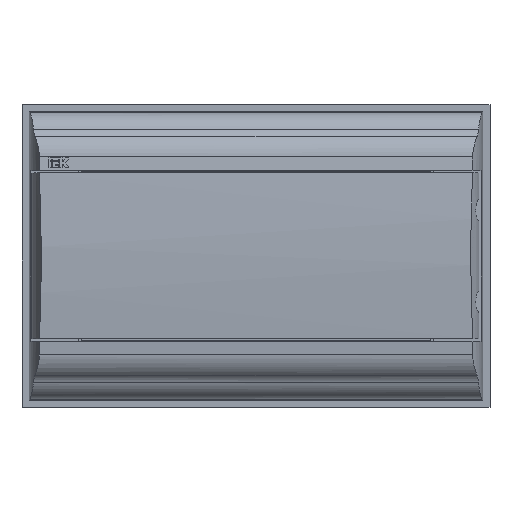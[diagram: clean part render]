
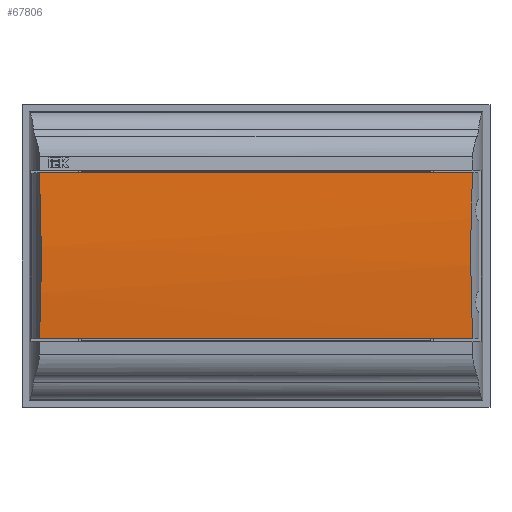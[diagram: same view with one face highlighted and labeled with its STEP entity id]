
A CAD part, top view. The second image highlights one B-rep face of the part: STEP entity #67806.
In plain terms, the highlighted cylindrical face has radius 600 mm (diameter 1200 mm), a partial arc.
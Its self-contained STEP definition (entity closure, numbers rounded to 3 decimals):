
#31 = B_SPLINE_CURVE_WITH_KNOTS ( 'NONE', 3,
 ( #9259, #9516, #10634, #9116, #9027, #9000, #8903, #8780, #8758 ),
 .UNSPECIFIED., .F., .F.,
 ( 4, 2, 1, 2, 4 ),
 ( 0., 0.027, 0.054, 0.081, 0.108 ),
 .UNSPECIFIED. ) ;
#1284 = EDGE_CURVE ( 'NONE', #76776, #103623, #31, .T. ) ;
#3910 = EDGE_CURVE ( 'NONE', #103623, #60555, #22749, .T. ) ;
#5054 = EDGE_CURVE ( 'NONE', #60555, #20380, #109553, .T. ) ;
#5247 = EDGE_CURVE ( 'NONE', #20380, #76776, #37342, .T. ) ;
#6765 = ORIENTED_EDGE ( 'NONE', *, *, #3910, .T. ) ;
#8758 = CARTESIAN_POINT ( 'NONE',  ( 141.56, 54.2, 104.447 ) ) ;
#8780 = CARTESIAN_POINT ( 'NONE',  ( 141.191, 45.167, 105.266 ) ) ;
#8903 = CARTESIAN_POINT ( 'NONE',  ( 140.894, 36.133, 105.879 ) ) ;
#9000 = CARTESIAN_POINT ( 'NONE',  ( 140.492, 18.067, 106.696 ) ) ;
#9027 = CARTESIAN_POINT ( 'NONE',  ( 140.283, 0., 107.104 ) ) ;
#9116 = CARTESIAN_POINT ( 'NONE',  ( 140.492, -18.067, 106.696 ) ) ;
#9259 = CARTESIAN_POINT ( 'NONE',  ( 141.56, -54.2, 104.447 ) ) ;
#9516 = CARTESIAN_POINT ( 'NONE',  ( 141.191, -45.167, 105.266 ) ) ;
#10634 = CARTESIAN_POINT ( 'NONE',  ( 140.894, -36.133, 105.879 ) ) ;
#19045 = ORIENTED_EDGE ( 'NONE', *, *, #5247, .T. ) ;
#20380 = VERTEX_POINT ( 'NONE', #53177 ) ;
#22749 = LINE ( 'NONE', #79329, #111236 ) ;
#23756 = CARTESIAN_POINT ( 'NONE',  ( -146.553, -54.2, 104.447 ) ) ;
#26526 = DIRECTION ( 'NONE',  ( 1., 0., 0. ) ) ;
#27984 = DIRECTION ( 'NONE',  ( -1., 0., 0. ) ) ;
#28434 = ORIENTED_EDGE ( 'NONE', *, *, #1284, .T. ) ;
#28580 = DIRECTION ( 'NONE',  ( 0., 0., -1. ) ) ;
#37342 = LINE ( 'NONE', #23756, #80194 ) ;
#40436 = CARTESIAN_POINT ( 'NONE',  ( -141.56, 54.2, 104.447 ) ) ;
#50349 = ORIENTED_EDGE ( 'NONE', *, *, #5054, .T. ) ;
#53177 = CARTESIAN_POINT ( 'NONE',  ( -141.56, -54.2, 104.447 ) ) ;
#58763 = AXIS2_PLACEMENT_3D ( 'NONE', #105801, #89284, #28580 ) ;
#60555 = VERTEX_POINT ( 'NONE', #40436 ) ;
#63477 = FACE_OUTER_BOUND ( 'NONE', #100500, .T. ) ;
#67806 = ADVANCED_FACE ( 'NONE', ( #63477 ), #83570, .T. ) ;
#71728 = CARTESIAN_POINT ( 'NONE',  ( -140.894, -36.133, 105.879 ) ) ;
#71879 = CARTESIAN_POINT ( 'NONE',  ( -140.492, -18.067, 106.696 ) ) ;
#76776 = VERTEX_POINT ( 'NONE', #84254 ) ;
#77214 = CARTESIAN_POINT ( 'NONE',  ( -141.56, -54.2, 104.447 ) ) ;
#77340 = CARTESIAN_POINT ( 'NONE',  ( -141.191, -45.167, 105.266 ) ) ;
#79329 = CARTESIAN_POINT ( 'NONE',  ( -146.553, 54.2, 104.447 ) ) ;
#80194 = VECTOR ( 'NONE', #26526, 1000. ) ;
#83570 = CYLINDRICAL_SURFACE ( 'NONE', #58763, 600. ) ;
#84254 = CARTESIAN_POINT ( 'NONE',  ( 141.56, -54.2, 104.447 ) ) ;
#84431 = CARTESIAN_POINT ( 'NONE',  ( 141.56, 54.2, 104.447 ) ) ;
#89284 = DIRECTION ( 'NONE',  ( 1., 0., 0. ) ) ;
#91208 = CARTESIAN_POINT ( 'NONE',  ( -140.283, 0., 107.104 ) ) ;
#92299 = CARTESIAN_POINT ( 'NONE',  ( -140.492, 18.067, 106.696 ) ) ;
#92831 = CARTESIAN_POINT ( 'NONE',  ( -141.56, 54.2, 104.447 ) ) ;
#93058 = CARTESIAN_POINT ( 'NONE',  ( -140.894, 36.133, 105.879 ) ) ;
#94157 = CARTESIAN_POINT ( 'NONE',  ( -141.191, 45.167, 105.266 ) ) ;
#100500 = EDGE_LOOP ( 'NONE', ( #50349, #19045, #28434, #6765 ) ) ;
#103623 = VERTEX_POINT ( 'NONE', #84431 ) ;
#105801 = CARTESIAN_POINT ( 'NONE',  ( -146.553, 0., -493.1 ) ) ;
#109553 = B_SPLINE_CURVE_WITH_KNOTS ( 'NONE', 3,
 ( #92831, #94157, #93058, #92299, #91208, #71879, #71728, #77340, #77214 ),
 .UNSPECIFIED., .F., .F.,
 ( 4, 2, 1, 2, 4 ),
 ( 0., 0.027, 0.054, 0.081, 0.108 ),
 .UNSPECIFIED. ) ;
#111236 = VECTOR ( 'NONE', #27984, 1000. ) ;
